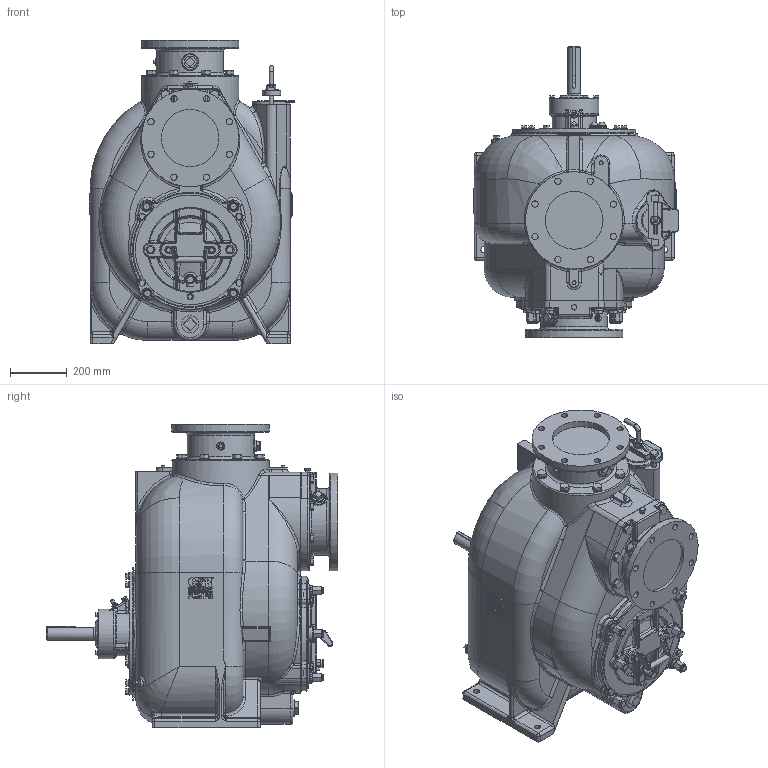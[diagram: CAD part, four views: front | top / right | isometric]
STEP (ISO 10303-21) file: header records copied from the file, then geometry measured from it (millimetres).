
FILE_DESCRIPTION(/* description */ ('Unknown'),/* implementation_level */ '2;1');
FILE_NAME(/* name */ '19035',/* time_stamp */ '2020-08-03T14:55:49-04:00',/* author */ ('Unknown'),/* organization */ ('Unknown'),/* preprocessor_version */ 'ST-DEVELOPER v16.7',/* originating_system */ 'DEX',/* authorisation */ $);
FILE_SCHEMA (('AUTOMOTIVE_DESIGN {1 0 10303 214 3 1 1}'));
Products named in the file (1): 19035
Bounding box: 723.71 x 1025.56 x 1067.71 mm (x, y, z)
Volume: 305202797.2 mm3; surface area: 3723361 mm2
Topology: 1 solids, 55 shells, 4084 faces, 10114 edges, 6156 vertices
Faces by surface type: plane 1901, cylinder 993, bspline 539, torus 483, sphere 105, cone 63
Full cylindrical faces by diameter (mm): 2.527 x2, 3.048 x2, 8.738 x1, 9.093 x1, 9.525 x8, 9.779 x8, 10.527 x2, 10.716 x8, 11.113 x2, 12.7 x14, 13.462 x8, 14.224 x6, 14.287 x1, 15.875 x5, 16.271 x4, 17.145 x1, 17.348 x8, 18.863 x8, 19.05 x13, 19.812 x4, 21.209 x8, 22.098 x8, 22.174 x16, 22.225 x26, 22.276 x2, 23.368 x1, 25.4 x9, 28.575 x4, 31.75 x2, 32.283 x16
Entity records: 156163 total; most frequent: CARTESIAN_POINT 34715, DIRECTION 19470, ORIENTED_EDGE 18892, EDGE_CURVE 9446, AXIS2_PLACEMENT_3D 7331, VERTEX_POINT 5967, LINE 4808, VECTOR 4808
